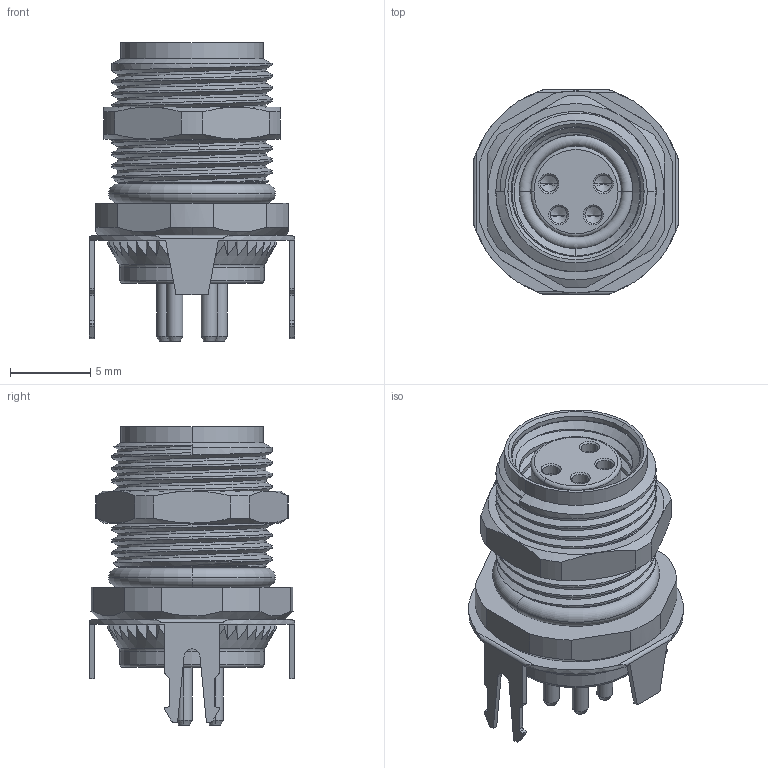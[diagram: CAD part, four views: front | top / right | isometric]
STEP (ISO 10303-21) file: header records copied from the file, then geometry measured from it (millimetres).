
FILE_DESCRIPTION((''),'2;1');
FILE_NAME('4P-K14444_4A','2025-09-08T',('gongcheng16'),(''),'PRO/ENGINEER BY PARAMETRIC TECHNOLOGY CORPORATION, 2010280','PRO/ENGINEER BY PARAMETRIC TECHNOLOGY CORPORATION, 2010280','');
FILE_SCHEMA(('CONFIG_CONTROL_DESIGN'));
Products named in the file (1): 4P-K14444_4A
Bounding box: 12.8 x 12.8 x 18.6 mm (x, y, z)
Volume: 253.2 mm3; surface area: 15692.9 mm2
Topology: 1 solids, 131 shells, 2377 faces, 8466 edges, 6137 vertices
Faces by surface type: plane 942, cylinder 795, cone 391, bspline 141, torus 108
Entity records: 146989 total; most frequent: CARTESIAN_POINT 78171, ORIENTED_EDGE 13874, DIRECTION 13452, EDGE_CURVE 8456, VERTEX_POINT 6137, AXIS2_PLACEMENT_3D 4934, VECTOR 3584, LINE 3584
